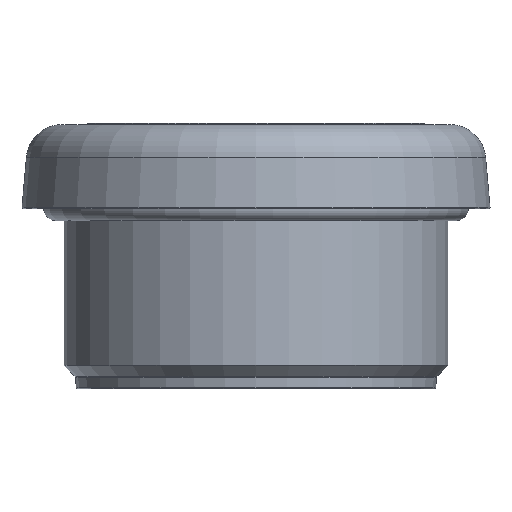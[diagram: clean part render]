
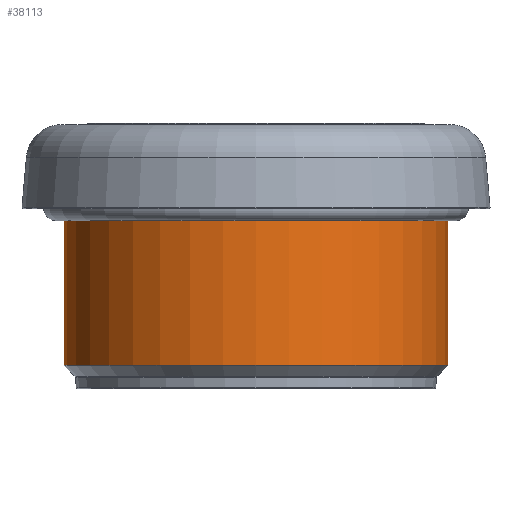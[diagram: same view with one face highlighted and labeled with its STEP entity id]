
A CAD part, front view. The second image highlights one B-rep face of the part: STEP entity #38113.
In plain terms, the highlighted cylindrical face has radius 15.984 mm (diameter 31.968 mm), a full revolution.
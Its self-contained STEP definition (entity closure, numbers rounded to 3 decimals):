
#62=CYLINDRICAL_SURFACE('',#39371,15.984);
#109=CIRCLE('',#39273,15.984);
#110=CIRCLE('',#39274,15.984);
#159=CIRCLE('',#39369,15.984);
#160=CIRCLE('',#39370,15.984);
#4597=FACE_OUTER_BOUND('',#6685,.T.);
#6685=EDGE_LOOP('',(#33157,#33158,#33159,#33160,#33161,#33162));
#10286=LINE('',#66558,#13886);
#13886=VECTOR('',#45450,15.984);
#17344=VERTEX_POINT('',#66241);
#17345=VERTEX_POINT('',#66243);
#17384=VERTEX_POINT('',#66553);
#17385=VERTEX_POINT('',#66554);
#22561=EDGE_CURVE('',#17344,#17345,#109,.T.);
#22562=EDGE_CURVE('',#17345,#17344,#110,.T.);
#22642=EDGE_CURVE('',#17384,#17385,#159,.T.);
#22643=EDGE_CURVE('',#17385,#17384,#160,.T.);
#22644=EDGE_CURVE('',#17344,#17385,#10286,.T.);
#33157=ORIENTED_EDGE('',*,*,#22562,.F.);
#33158=ORIENTED_EDGE('',*,*,#22561,.F.);
#33159=ORIENTED_EDGE('',*,*,#22644,.T.);
#33160=ORIENTED_EDGE('',*,*,#22643,.T.);
#33161=ORIENTED_EDGE('',*,*,#22642,.T.);
#33162=ORIENTED_EDGE('',*,*,#22644,.F.);
#38113=ADVANCED_FACE('',(#4597),#62,.T.);
#39273=AXIS2_PLACEMENT_3D('',#66244,#45227,#45228);
#39274=AXIS2_PLACEMENT_3D('',#66245,#45229,#45230);
#39369=AXIS2_PLACEMENT_3D('',#66555,#45444,#45445);
#39370=AXIS2_PLACEMENT_3D('',#66556,#45446,#45447);
#39371=AXIS2_PLACEMENT_3D('',#66557,#45448,#45449);
#45227=DIRECTION('center_axis',(0.,0.,-1.));
#45228=DIRECTION('ref_axis',(1.,0.,0.));
#45229=DIRECTION('center_axis',(0.,0.,-1.));
#45230=DIRECTION('ref_axis',(1.,0.,0.));
#45444=DIRECTION('center_axis',(0.,0.,-1.));
#45445=DIRECTION('ref_axis',(1.,0.,0.));
#45446=DIRECTION('center_axis',(0.,0.,-1.));
#45447=DIRECTION('ref_axis',(1.,0.,0.));
#45448=DIRECTION('center_axis',(0.,0.,-1.));
#45449=DIRECTION('ref_axis',(0.,1.,0.));
#45450=DIRECTION('',(0.,0.,1.));
#66241=CARTESIAN_POINT('',(0.,-15.984,-9.567));
#66243=CARTESIAN_POINT('',(0.,15.984,-9.567));
#66244=CARTESIAN_POINT('Origin',(0.,0.,-9.567));
#66245=CARTESIAN_POINT('Origin',(0.,0.,-9.567));
#66553=CARTESIAN_POINT('',(0.,15.984,3.5));
#66554=CARTESIAN_POINT('',(0.,-15.984,3.5));
#66555=CARTESIAN_POINT('Origin',(0.,0.,3.5));
#66556=CARTESIAN_POINT('Origin',(0.,0.,3.5));
#66557=CARTESIAN_POINT('Origin',(0.,0.,-3.033));
#66558=CARTESIAN_POINT('',(0.,-15.984,-3.033));
